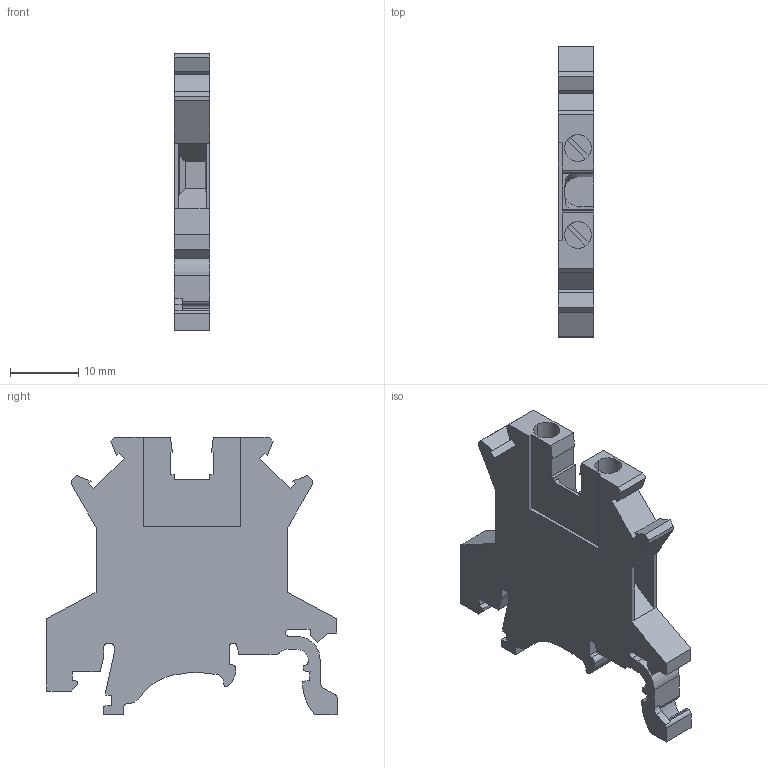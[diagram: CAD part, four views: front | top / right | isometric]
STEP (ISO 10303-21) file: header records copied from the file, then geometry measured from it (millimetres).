
FILE_DESCRIPTION(('Creo Elements/Direct Modeling STEP Export'),'2;1');
FILE_NAME('model.stp','2020-08-17T15:54:38',(''),(''),'Creo Elements/Direct Modeling STEP processor for AP214 (Solid Model)','Creo Elements/Direct Modeling 20.1A 29-Sep-2018 (C) Parametric Technology GmbH','');
FILE_SCHEMA(('AUTOMOTIVE_DESIGN { 1 0 10303 214 1 1 1 1 }'));
Length unit declared in the file: millimetre
Products named in the file (2): UK_2.5_N-select
Assembly tree (1 placements, depth 2):
  UK_2.5_N-select
    UK_2.5_N-select
Bounding box: 5.15 x 42.53 x 40.7 mm (x, y, z)
Volume: 4708.9 mm3; surface area: 4015.3 mm2
Topology: 1 solids, 1 shells, 176 faces, 498 edges, 326 vertices
Faces by surface type: plane 134, cylinder 40, extrusion 2
Entity records: 7060 total; most frequent: CARTESIAN_POINT 1066, ORIENTED_EDGE 996, DIRECTION 903, EDGE_CURVE 498, VECTOR 401, LINE 399, VERTEX_POINT 326, AXIS2_PLACEMENT_3D 251
